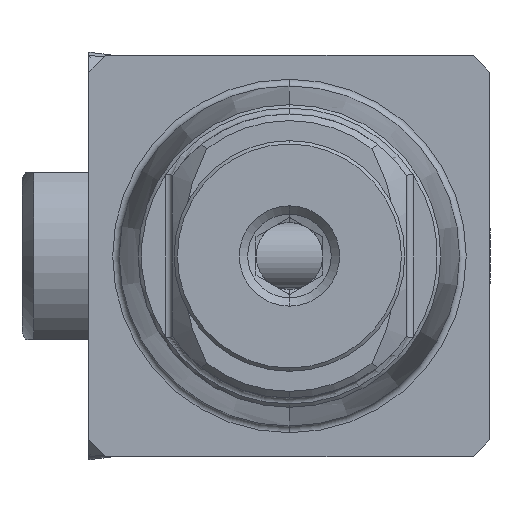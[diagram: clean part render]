
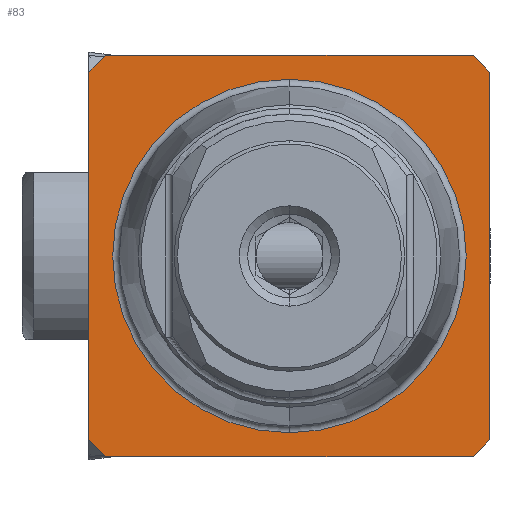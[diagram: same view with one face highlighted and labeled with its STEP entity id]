
A CAD part, left-side view. The second image highlights one B-rep face of the part: STEP entity #83.
In plain terms, the highlighted planar face has unit normal (-1, 0, 0).
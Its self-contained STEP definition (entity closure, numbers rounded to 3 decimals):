
#83 = ADVANCED_FACE ( 'NONE', ( #337, #5723 ), #6446, .F. ) ;
#130 = DIRECTION ( 'NONE',  ( 0., 0., 1. ) ) ;
#146 = VERTEX_POINT ( 'NONE', #7732 ) ;
#162 = LINE ( 'NONE', #7605, #5067 ) ;
#208 = DIRECTION ( 'NONE',  ( 0., 0., 1. ) ) ;
#245 = ORIENTED_EDGE ( 'NONE', *, *, #6853, .T. ) ;
#337 = FACE_BOUND ( 'NONE', #3128, .T. ) ;
#396 = EDGE_LOOP ( 'NONE', ( #5249, #4658, #7677, #245, #5053, #4967, #7279, #1614 ) ) ;
#586 = CARTESIAN_POINT ( 'NONE',  ( 0., 5.5, -6. ) ) ;
#628 = CARTESIAN_POINT ( 'NONE',  ( 0., -5.5, -6. ) ) ;
#718 = DIRECTION ( 'NONE',  ( 0., 0.707, -0.707 ) ) ;
#757 = VERTEX_POINT ( 'NONE', #5346 ) ;
#889 = DIRECTION ( 'NONE',  ( -1., 0., 0. ) ) ;
#930 = DIRECTION ( 'NONE',  ( 0., 0., 1. ) ) ;
#989 = CARTESIAN_POINT ( 'NONE',  ( 0., -5.5, 6. ) ) ;
#1036 = DIRECTION ( 'NONE',  ( 1., 0., 0. ) ) ;
#1342 = DIRECTION ( 'NONE',  ( 0., 0., 1. ) ) ;
#1397 = VERTEX_POINT ( 'NONE', #2194 ) ;
#1432 = CARTESIAN_POINT ( 'NONE',  ( 0., 0., 0. ) ) ;
#1547 = VECTOR ( 'NONE', #5104, 1000. ) ;
#1614 = ORIENTED_EDGE ( 'NONE', *, *, #8187, .T. ) ;
#1779 = CARTESIAN_POINT ( 'NONE',  ( 0., 6., -5.5 ) ) ;
#1835 = CARTESIAN_POINT ( 'NONE',  ( 0., 5.288, 6. ) ) ;
#1885 = VERTEX_POINT ( 'NONE', #586 ) ;
#1955 = AXIS2_PLACEMENT_3D ( 'NONE', #1432, #7423, #1342 ) ;
#1957 = CIRCLE ( 'NONE', #7346, 5.288 ) ;
#2023 = EDGE_CURVE ( 'NONE', #4218, #1885, #2692, .T. ) ;
#2194 = CARTESIAN_POINT ( 'NONE',  ( 0., 0., 5.288 ) ) ;
#2619 = CARTESIAN_POINT ( 'NONE',  ( 0., -6., -5.5 ) ) ;
#2692 = LINE ( 'NONE', #8161, #8238 ) ;
#2984 = EDGE_CURVE ( 'NONE', #4218, #8741, #6987, .T. ) ;
#3128 = EDGE_LOOP ( 'NONE', ( #6741, #5413 ) ) ;
#3287 = LINE ( 'NONE', #2619, #6653 ) ;
#3336 = EDGE_CURVE ( 'NONE', #3461, #1397, #6050, .T. ) ;
#3461 = VERTEX_POINT ( 'NONE', #5485 ) ;
#3648 = CARTESIAN_POINT ( 'NONE',  ( 0., -6., 0. ) ) ;
#3800 = CARTESIAN_POINT ( 'NONE',  ( 0., 6., 5.5 ) ) ;
#4218 = VERTEX_POINT ( 'NONE', #1779 ) ;
#4386 = DIRECTION ( 'NONE',  ( 0., 0.707, 0.707 ) ) ;
#4429 = CARTESIAN_POINT ( 'NONE',  ( 0., 5.288, 0. ) ) ;
#4590 = CARTESIAN_POINT ( 'NONE',  ( 0., -5.5, 6. ) ) ;
#4623 = VERTEX_POINT ( 'NONE', #5789 ) ;
#4658 = ORIENTED_EDGE ( 'NONE', *, *, #8688, .T. ) ;
#4809 = LINE ( 'NONE', #3648, #6056 ) ;
#4967 = ORIENTED_EDGE ( 'NONE', *, *, #2023, .T. ) ;
#4979 = EDGE_CURVE ( 'NONE', #1885, #5768, #162, .T. ) ;
#5011 = DIRECTION ( 'NONE',  ( 0., -1., 0. ) ) ;
#5053 = ORIENTED_EDGE ( 'NONE', *, *, #2984, .F. ) ;
#5067 = VECTOR ( 'NONE', #5011, 1000. ) ;
#5104 = DIRECTION ( 'NONE',  ( 0., 1., 0. ) ) ;
#5121 = EDGE_CURVE ( 'NONE', #5590, #4623, #7919, .T. ) ;
#5249 = ORIENTED_EDGE ( 'NONE', *, *, #7390, .T. ) ;
#5346 = CARTESIAN_POINT ( 'NONE',  ( 0., -6., 5.5 ) ) ;
#5351 = CARTESIAN_POINT ( 'NONE',  ( 0., 6., 5.5 ) ) ;
#5413 = ORIENTED_EDGE ( 'NONE', *, *, #3336, .F. ) ;
#5485 = CARTESIAN_POINT ( 'NONE',  ( 0., 0., -5.288 ) ) ;
#5590 = VERTEX_POINT ( 'NONE', #4590 ) ;
#5710 = CARTESIAN_POINT ( 'NONE',  ( 0., 0., 0. ) ) ;
#5723 = FACE_OUTER_BOUND ( 'NONE', #396, .T. ) ;
#5768 = VERTEX_POINT ( 'NONE', #628 ) ;
#5789 = CARTESIAN_POINT ( 'NONE',  ( 0., 5.5, 6. ) ) ;
#5843 = AXIS2_PLACEMENT_3D ( 'NONE', #4429, #1036, #7201 ) ;
#6050 = CIRCLE ( 'NONE', #1955, 5.288 ) ;
#6056 = VECTOR ( 'NONE', #130, 1000. ) ;
#6446 = PLANE ( 'NONE',  #5843 ) ;
#6550 = VECTOR ( 'NONE', #208, 1000. ) ;
#6579 = DIRECTION ( 'NONE',  ( 0., -0.707, 0.707 ) ) ;
#6653 = VECTOR ( 'NONE', #6579, 1000. ) ;
#6741 = ORIENTED_EDGE ( 'NONE', *, *, #6922, .F. ) ;
#6780 = DIRECTION ( 'NONE',  ( 0., -0.707, -0.707 ) ) ;
#6853 = EDGE_CURVE ( 'NONE', #4623, #8741, #8732, .T. ) ;
#6912 = VECTOR ( 'NONE', #718, 1000. ) ;
#6922 = EDGE_CURVE ( 'NONE', #1397, #3461, #1957, .T. ) ;
#6987 = LINE ( 'NONE', #7078, #6550 ) ;
#7067 = LINE ( 'NONE', #989, #8369 ) ;
#7078 = CARTESIAN_POINT ( 'NONE',  ( 0., 6., 0. ) ) ;
#7201 = DIRECTION ( 'NONE',  ( 0., 0., -1. ) ) ;
#7279 = ORIENTED_EDGE ( 'NONE', *, *, #4979, .T. ) ;
#7346 = AXIS2_PLACEMENT_3D ( 'NONE', #5710, #889, #930 ) ;
#7390 = EDGE_CURVE ( 'NONE', #146, #757, #4809, .T. ) ;
#7423 = DIRECTION ( 'NONE',  ( -1., 0., 0. ) ) ;
#7605 = CARTESIAN_POINT ( 'NONE',  ( 0., 5.288, -6. ) ) ;
#7677 = ORIENTED_EDGE ( 'NONE', *, *, #5121, .T. ) ;
#7732 = CARTESIAN_POINT ( 'NONE',  ( 0., -6., -5.5 ) ) ;
#7919 = LINE ( 'NONE', #1835, #1547 ) ;
#8161 = CARTESIAN_POINT ( 'NONE',  ( 0., 5.5, -6. ) ) ;
#8187 = EDGE_CURVE ( 'NONE', #5768, #146, #3287, .T. ) ;
#8238 = VECTOR ( 'NONE', #6780, 1000. ) ;
#8369 = VECTOR ( 'NONE', #4386, 1000. ) ;
#8688 = EDGE_CURVE ( 'NONE', #757, #5590, #7067, .T. ) ;
#8732 = LINE ( 'NONE', #5351, #6912 ) ;
#8741 = VERTEX_POINT ( 'NONE', #3800 ) ;
